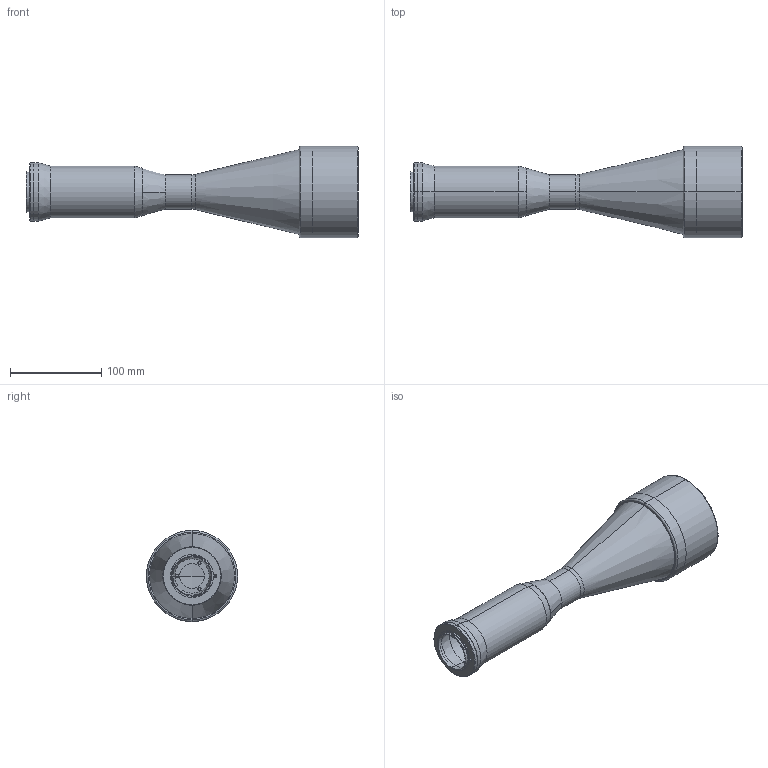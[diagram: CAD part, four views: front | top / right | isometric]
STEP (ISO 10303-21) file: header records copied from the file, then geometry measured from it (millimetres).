
FILE_DESCRIPTION (( 'STEP AP214' ), '1' );
FILE_NAME ('TC16M064.STEP', '2011-10-21T09:41:16', ( '--' ), ( '' ), 'SwSTEP 2.0', 'SolidWorks 2011', '' );
FILE_SCHEMA (( 'AUTOMOTIVE_DESIGN' ));
Length unit declared in the file: millimetre
Products named in the file (1): TC16M064
Bounding box: 363.93 x 100 x 100 mm (x, y, z)
Surface area: 113946.6 mm2 (no closed solid volume)
Topology: 0 solids, 9 shells, 84 faces, 228 edges, 155 vertices
Faces by surface type: cylinder 43, plane 17, cone 16, torus 6, sphere 2
Entity records: 3650 total; most frequent: DIRECTION 535, CARTESIAN_POINT 486, ORIENTED_EDGE 382, AXIS2_PLACEMENT_3D 228, EDGE_CURVE 228, VERTEX_POINT 155, CIRCLE 143, EDGE_LOOP 101
